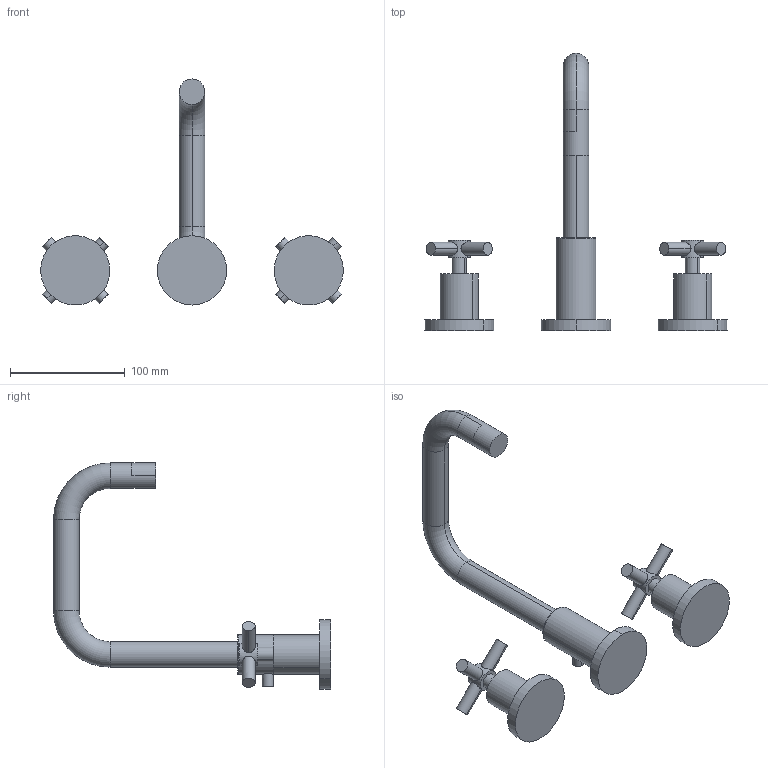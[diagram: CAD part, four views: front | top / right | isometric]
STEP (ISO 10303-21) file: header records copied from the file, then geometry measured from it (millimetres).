
FILE_DESCRIPTION((''),'2;1');
FILE_NAME('1400','2020-11-26T14:10:22',('jinson.thomas'),(''),'CREO PARAMETRIC BY PTC INC, 2018400','CREO PARAMETRIC BY PTC INC, 2018400','');
FILE_SCHEMA(('CONFIG_CONTROL_DESIGN'));
Length unit declared in the file: inch
Products named in the file (1): 1400
Bounding box: 263.3 x 241.22 x 196.85 mm (x, y, z)
Volume: 387609.8 mm3; surface area: 74397.3 mm2
Topology: 3 solids, 3 shells, 73 faces, 148 edges, 94 vertices
Faces by surface type: cylinder 44, plane 23, torus 6
Entity records: 2752 total; most frequent: CARTESIAN_POINT 1137, DIRECTION 356, ORIENTED_EDGE 296, AXIS2_PLACEMENT_3D 153, EDGE_CURVE 148, VERTEX_POINT 94, EDGE_LOOP 86, CIRCLE 80
